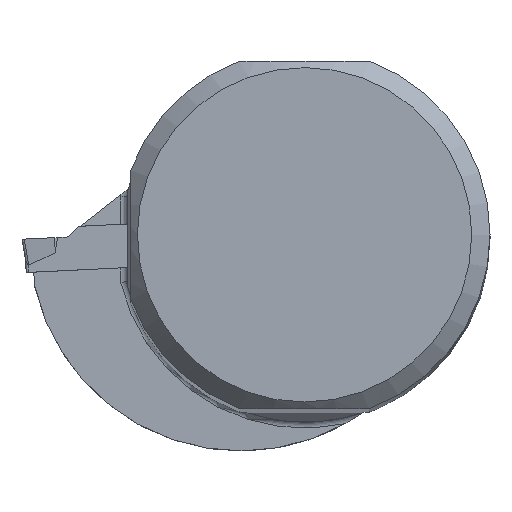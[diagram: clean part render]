
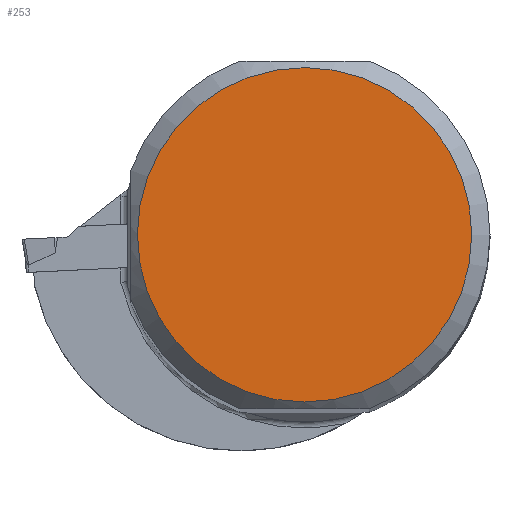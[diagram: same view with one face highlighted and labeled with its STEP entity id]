
A CAD part, top view. The second image highlights one B-rep face of the part: STEP entity #253.
In plain terms, the highlighted planar face has unit normal (0, 0, 1).
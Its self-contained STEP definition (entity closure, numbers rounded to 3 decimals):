
#170=FACE_OUTER_BOUND('',#460,.T.);
#253=ADVANCED_FACE('TB_BL_N10_SU6',(#170),#330,.T.);
#330=PLANE('',#1824);
#373=CIRCLE('',#1820,22.9);
#460=EDGE_LOOP('',(#1005));
#1005=ORIENTED_EDGE('',*,*,#1561,.T.);
#1373=VERTEX_POINT('',#2764);
#1561=EDGE_CURVE('',#1373,#1373,#373,.T.);
#1820=AXIS2_PLACEMENT_3D('',#2763,#2106,#2107);
#1824=AXIS2_PLACEMENT_3D('',#2806,#2114,#2115);
#2106=DIRECTION('',(0.,0.,1.));
#2107=DIRECTION('',(1.,0.,0.));
#2114=DIRECTION('',(0.,0.,1.));
#2115=DIRECTION('',(1.,0.,0.));
#2763=CARTESIAN_POINT('',(0.,0.,0.));
#2764=CARTESIAN_POINT('',(22.9,0.,0.));
#2806=CARTESIAN_POINT('',(0.,0.,0.));
